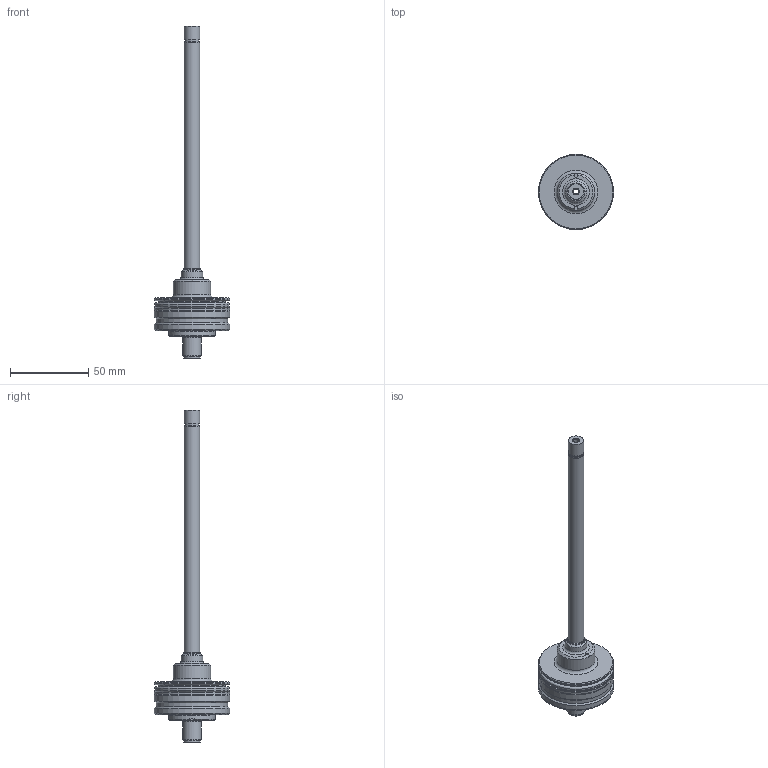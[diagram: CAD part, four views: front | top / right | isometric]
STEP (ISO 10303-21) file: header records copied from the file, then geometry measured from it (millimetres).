
FILE_DESCRIPTION (( 'STEP AP214' ), '1' );
FILE_NAME ('TM1-0100-307-___-1__.STEP', '2019-06-28T09:25:23', ( '' ), ( '' ), 'SwSTEP 2.0', 'SolidWorks 2017', '' );
FILE_SCHEMA (( 'AUTOMOTIVE_DESIGN' ));
Length unit declared in the file: millimetre
Products named in the file (1): TM1-0100-307-___-1__
Bounding box: 48 x 48 x 212.14 mm (x, y, z)
Surface area: 17767.1 mm2 (no closed solid volume)
Topology: 0 solids, 15 shells, 99 faces, 232 edges, 151 vertices
Faces by surface type: plane 36, cylinder 34, torus 19, cone 10
Full cylindrical faces by diameter (mm): 1 x4, 3.3 x1, 9 x1, 9.8 x2, 10 x1, 10.4 x1, 11.2 x1, 12 x1, 14 x1, 24 x1, 29.8 x1, 38 x1, 41.5 x1, 42.5 x1, 42.6 x1, 46 x1, 47.8 x1, 48 x4
Entity records: 3612 total; most frequent: DIRECTION 470, CARTESIAN_POINT 441, ORIENTED_EDGE 292, AXIS2_PLACEMENT_3D 207, EDGE_CURVE 170, EDGE_LOOP 168, VERTEX_POINT 142, FACE_OUTER_BOUND 142
